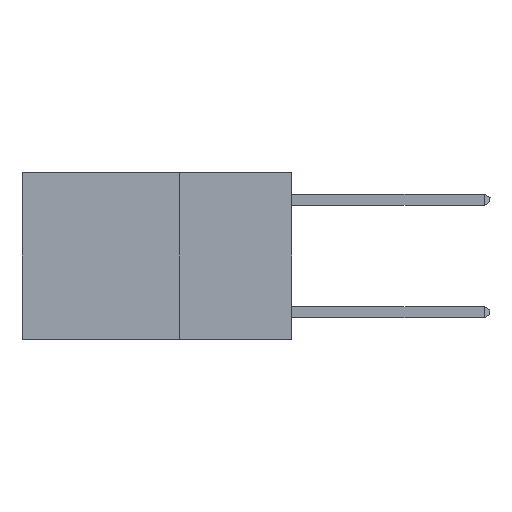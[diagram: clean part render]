
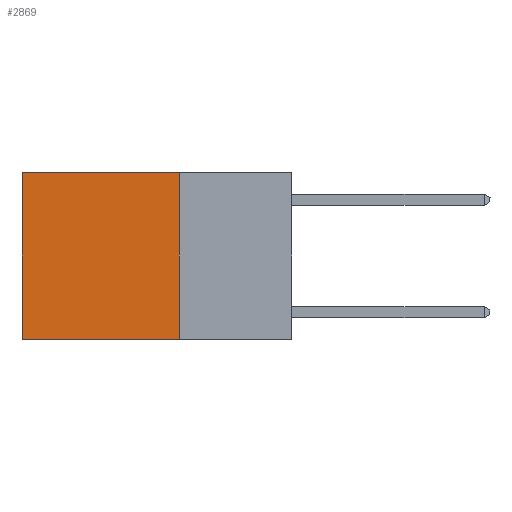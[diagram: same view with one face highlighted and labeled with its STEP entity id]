
A CAD part, left-side view. The second image highlights one B-rep face of the part: STEP entity #2869.
In plain terms, the highlighted planar face has unit normal (-1, 0, 0).
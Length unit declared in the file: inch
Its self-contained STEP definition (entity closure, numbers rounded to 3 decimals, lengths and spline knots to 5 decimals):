
#1782 = DIRECTION ( 'NONE',  ( 0., 0., -1. ) ) ;
#1984 = ORIENTED_EDGE ( 'NONE', *, *, #5424, .F. ) ;
#2786 = VERTEX_POINT ( 'NONE', #8586 ) ;
#2869 = ADVANCED_FACE ( 'NONE', ( #9001 ), #7004, .F. ) ;
#3060 = CARTESIAN_POINT ( 'NONE',  ( 0.2625, 0.25, 0. ) ) ;
#3109 = ORIENTED_EDGE ( 'NONE', *, *, #9842, .F. ) ;
#3161 = LINE ( 'NONE', #10363, #5763 ) ;
#3271 = ORIENTED_EDGE ( 'NONE', *, *, #15170, .T. ) ;
#3409 = VERTEX_POINT ( 'NONE', #14554 ) ;
#4751 = CARTESIAN_POINT ( 'NONE',  ( 0.2625, 0.25, -0.37 ) ) ;
#5424 = EDGE_CURVE ( 'NONE', #9818, #3409, #3161, .T. ) ;
#5763 = VECTOR ( 'NONE', #11699, 39.37008 ) ;
#6541 = VECTOR ( 'NONE', #9231, 39.37008 ) ;
#6545 = VECTOR ( 'NONE', #11209, 39.37008 ) ;
#7004 = PLANE ( 'NONE',  #8687 ) ;
#7172 = EDGE_CURVE ( 'NONE', #9818, #2786, #9673, .T. ) ;
#7362 = VECTOR ( 'NONE', #14033, 39.37008 ) ;
#8074 = DIRECTION ( 'NONE',  ( 1., 0., 0. ) ) ;
#8220 = EDGE_LOOP ( 'NONE', ( #3271, #3109, #1984, #13709 ) ) ;
#8539 = CARTESIAN_POINT ( 'NONE',  ( 0.2625, 0.25, 0. ) ) ;
#8586 = CARTESIAN_POINT ( 'NONE',  ( 0.2625, 0.6, 0. ) ) ;
#8687 = AXIS2_PLACEMENT_3D ( 'NONE', #3060, #8074, #1782 ) ;
#9001 = FACE_OUTER_BOUND ( 'NONE', #8220, .T. ) ;
#9171 = CARTESIAN_POINT ( 'NONE',  ( 0.2625, 0.25, 0. ) ) ;
#9231 = DIRECTION ( 'NONE',  ( 0., 1., 0. ) ) ;
#9673 = LINE ( 'NONE', #9171, #6541 ) ;
#9818 = VERTEX_POINT ( 'NONE', #8539 ) ;
#9842 = EDGE_CURVE ( 'NONE', #3409, #11938, #13464, .T. ) ;
#10363 = CARTESIAN_POINT ( 'NONE',  ( 0.2625, 0.25, 0. ) ) ;
#11209 = DIRECTION ( 'NONE',  ( 0., 1., 0. ) ) ;
#11699 = DIRECTION ( 'NONE',  ( 0., 0., -1. ) ) ;
#11938 = VERTEX_POINT ( 'NONE', #11939 ) ;
#11939 = CARTESIAN_POINT ( 'NONE',  ( 0.2625, 0.6, -0.37 ) ) ;
#12770 = CARTESIAN_POINT ( 'NONE',  ( 0.2625, 0.6, 0. ) ) ;
#13464 = LINE ( 'NONE', #4751, #6545 ) ;
#13709 = ORIENTED_EDGE ( 'NONE', *, *, #7172, .T. ) ;
#14033 = DIRECTION ( 'NONE',  ( 0., 0., -1. ) ) ;
#14554 = CARTESIAN_POINT ( 'NONE',  ( 0.2625, 0.25, -0.37 ) ) ;
#14646 = LINE ( 'NONE', #12770, #7362 ) ;
#15170 = EDGE_CURVE ( 'NONE', #2786, #11938, #14646, .T. ) ;
